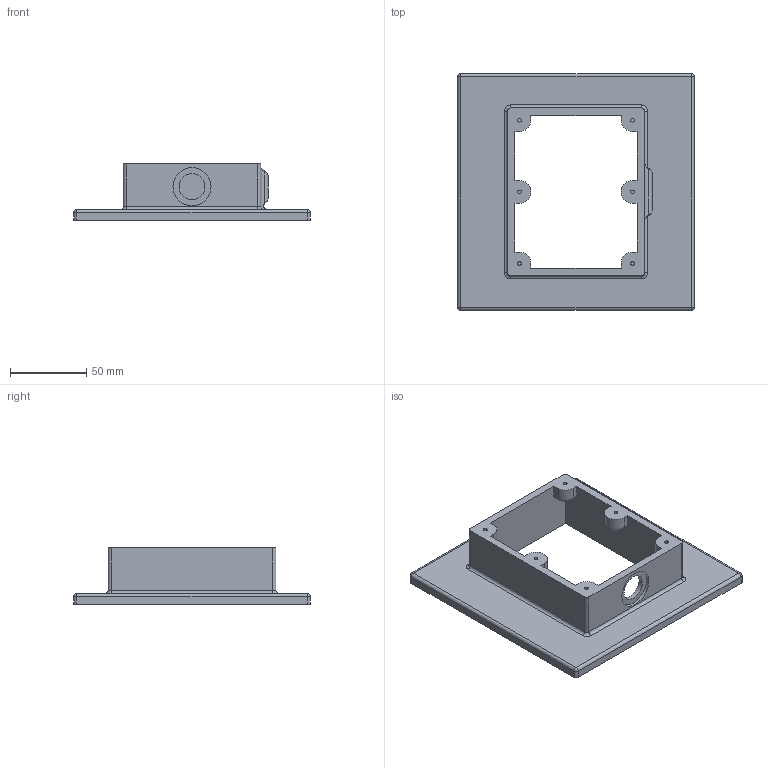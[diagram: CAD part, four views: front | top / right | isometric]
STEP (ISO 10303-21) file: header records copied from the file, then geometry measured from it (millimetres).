
FILE_DESCRIPTION(/* description */ (''),/* implementation_level */ '2;1');
FILE_NAME(/* name */ 'solar_panel_frame.stp',/* time_stamp */ '2019-07-07T14:29:32+02:00',/* author */ ('ZEUSLAP'),/* organization */ (''),/* preprocessor_version */ 'ST-DEVELOPER v16.13',/* originating_system */ 'Autodesk Inventor 2018',/* authorisation */ '');
FILE_SCHEMA (('AUTOMOTIVE_DESIGN { 1 0 10303 214 3 1 1 }'));
Length unit declared in the file: millimetre
Products named in the file (1): solar_panel_frame
Bounding box: 155 x 155 x 37 mm (x, y, z)
Volume: 150416.9 mm3; surface area: 62678.6 mm2
Topology: 1 solids, 1 shells, 113 faces, 272 edges, 170 vertices
Faces by surface type: cylinder 53, plane 46, torus 10, sphere 4
Full cylindrical faces by diameter (mm): 2.5 x6, 17 x1, 25 x1
Entity records: 3454 total; most frequent: CARTESIAN_POINT 613, DIRECTION 588, ORIENTED_EDGE 528, EDGE_CURVE 264, AXIS2_PLACEMENT_3D 218, VERTEX_POINT 170, LINE 152, VECTOR 152
